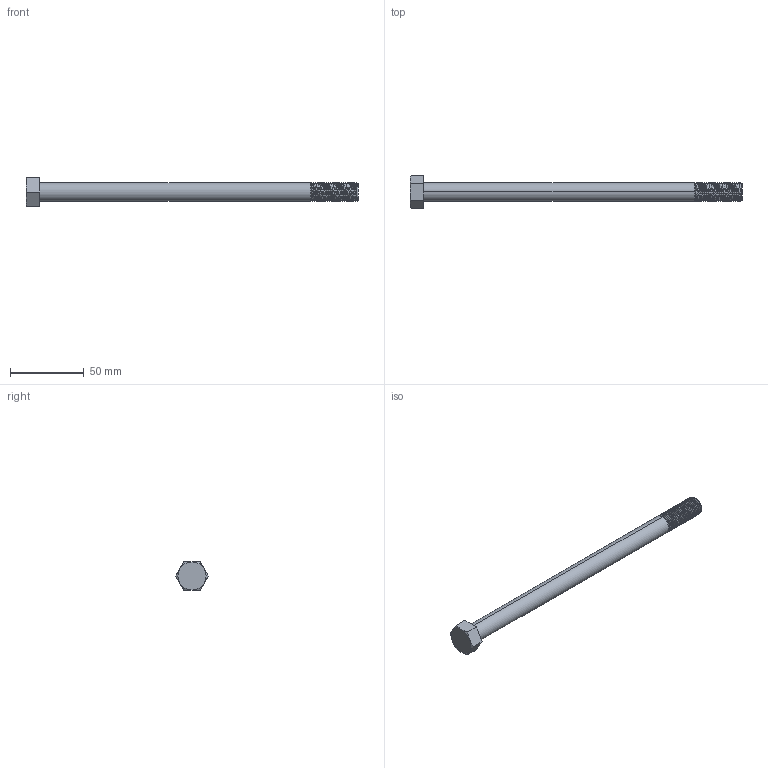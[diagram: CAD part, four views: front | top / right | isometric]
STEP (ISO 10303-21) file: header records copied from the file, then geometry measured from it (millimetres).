
FILE_DESCRIPTION (( 'STEP AP203' ), '1' );
FILE_NAME ('B005KN8IRO.3D.STEP', '2013-02-18T07:42:03', ( '' ), ( '' ), 'SwSTEP 2.0', 'SolidWorks 2010', '' );
FILE_SCHEMA (( 'CONFIG_CONTROL_DESIGN' ));
Length unit declared in the file: millimetre
Products named in the file (1): B005KN8IRO.3D
Bounding box: 225.15 x 22 x 19.05 mm (x, y, z)
Volume: 29846.9 mm3; surface area: 10497.8 mm2
Topology: 1 solids, 1 shells, 76 faces, 206 edges, 133 vertices
Faces by surface type: cylinder 51, cone 14, plane 9, bspline 2
Entity records: 8329 total; most frequent: CARTESIAN_POINT 6666, ORIENTED_EDGE 412, DIRECTION 257, EDGE_CURVE 206, VERTEX_POINT 133, AXIS2_PLACEMENT_3D 94, EDGE_LOOP 77, ADVANCED_FACE 76
